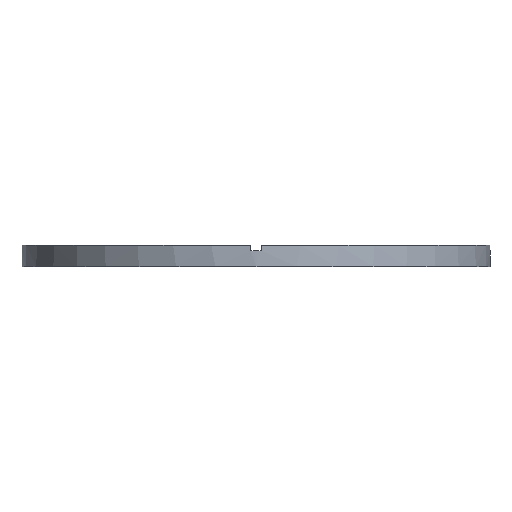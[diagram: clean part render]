
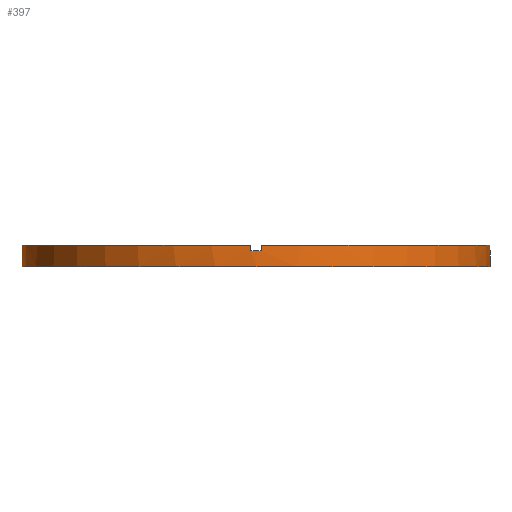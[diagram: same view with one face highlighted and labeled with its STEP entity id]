
A CAD part, front view. The second image highlights one B-rep face of the part: STEP entity #397.
In plain terms, the highlighted cylindrical face has radius 44 mm (diameter 88 mm), a partial arc.
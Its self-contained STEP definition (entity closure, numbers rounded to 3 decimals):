
#1 = ORIENTED_EDGE ( 'NONE', *, *, #777, .T. ) ;
#3 = VERTEX_POINT ( 'NONE', #537 ) ;
#11 = CIRCLE ( 'NONE', #103, 44. ) ;
#20 = CIRCLE ( 'NONE', #140, 44. ) ;
#36 = VECTOR ( 'NONE', #351, 1000. ) ;
#37 = VECTOR ( 'NONE', #611, 1000. ) ;
#46 = LINE ( 'NONE', #644, #36 ) ;
#61 = LINE ( 'NONE', #336, #315 ) ;
#65 = DIRECTION ( 'NONE',  ( 1., 0., 0. ) ) ;
#74 = DIRECTION ( 'NONE',  ( 0., 0., 1. ) ) ;
#78 = CARTESIAN_POINT ( 'NONE',  ( -44., 0., 3. ) ) ;
#81 = DIRECTION ( 'NONE',  ( 1., 0., 0. ) ) ;
#83 = EDGE_CURVE ( 'NONE', #86, #191, #61, .T. ) ;
#86 = VERTEX_POINT ( 'NONE', #78 ) ;
#89 = CARTESIAN_POINT ( 'NONE',  ( 44., 0., 3. ) ) ;
#93 = CARTESIAN_POINT ( 'NONE',  ( 44., 0., 4. ) ) ;
#103 = AXIS2_PLACEMENT_3D ( 'NONE', #378, #282, #296 ) ;
#116 = DIRECTION ( 'NONE',  ( 0., 0., 1. ) ) ;
#122 = AXIS2_PLACEMENT_3D ( 'NONE', #635, #680, #65 ) ;
#126 = CIRCLE ( 'NONE', #696, 44. ) ;
#140 = AXIS2_PLACEMENT_3D ( 'NONE', #389, #116, #153 ) ;
#144 = LINE ( 'NONE', #439, #545 ) ;
#150 = DIRECTION ( 'NONE',  ( 0., 0., 1. ) ) ;
#153 = DIRECTION ( 'NONE',  ( 1., 0., 0. ) ) ;
#161 = EDGE_CURVE ( 'NONE', #86, #600, #11, .T. ) ;
#191 = VERTEX_POINT ( 'NONE', #764 ) ;
#201 = ORIENTED_EDGE ( 'NONE', *, *, #730, .F. ) ;
#203 = ORIENTED_EDGE ( 'NONE', *, *, #83, .T. ) ;
#244 = DIRECTION ( 'NONE',  ( 0., 0., -1. ) ) ;
#249 = VERTEX_POINT ( 'NONE', #323 ) ;
#251 = AXIS2_PLACEMENT_3D ( 'NONE', #758, #150, #440 ) ;
#258 = AXIS2_PLACEMENT_3D ( 'NONE', #385, #441, #530 ) ;
#259 = EDGE_CURVE ( 'NONE', #436, #478, #327, .T. ) ;
#274 = CARTESIAN_POINT ( 'NONE',  ( 43.989, -1., 3. ) ) ;
#282 = DIRECTION ( 'NONE',  ( 0., 0., 1. ) ) ;
#283 = CIRCLE ( 'NONE', #382, 44. ) ;
#285 = CARTESIAN_POINT ( 'NONE',  ( 43.989, -1., 4. ) ) ;
#290 = CIRCLE ( 'NONE', #122, 44. ) ;
#296 = DIRECTION ( 'NONE',  ( 1., 0., 0. ) ) ;
#303 = DIRECTION ( 'NONE',  ( 0., 0., 1. ) ) ;
#304 = CARTESIAN_POINT ( 'NONE',  ( 1., -43.989, 3. ) ) ;
#315 = VECTOR ( 'NONE', #598, 1000. ) ;
#323 = CARTESIAN_POINT ( 'NONE',  ( -1., -43.989, 3. ) ) ;
#327 = LINE ( 'NONE', #93, #590 ) ;
#336 = CARTESIAN_POINT ( 'NONE',  ( -44., 0., 4. ) ) ;
#351 = DIRECTION ( 'NONE',  ( 0., 0., -1. ) ) ;
#378 = CARTESIAN_POINT ( 'NONE',  ( 0., 0., 3. ) ) ;
#382 = AXIS2_PLACEMENT_3D ( 'NONE', #771, #303, #81 ) ;
#385 = CARTESIAN_POINT ( 'NONE',  ( 0., 0., 4. ) ) ;
#386 = CARTESIAN_POINT ( 'NONE',  ( -1., -43.989, 4. ) ) ;
#389 = CARTESIAN_POINT ( 'NONE',  ( 0., 0., 3. ) ) ;
#397 = ADVANCED_FACE ( 'NONE', ( #514 ), #763, .T. ) ;
#414 = ORIENTED_EDGE ( 'NONE', *, *, #743, .T. ) ;
#422 = ORIENTED_EDGE ( 'NONE', *, *, #759, .F. ) ;
#432 = EDGE_LOOP ( 'NONE', ( #724, #422, #703, #201, #749, #433, #1, #675, #729, #687, #203, #414 ) ) ;
#433 = ORIENTED_EDGE ( 'NONE', *, *, #614, .F. ) ;
#436 = VERTEX_POINT ( 'NONE', #89 ) ;
#439 = CARTESIAN_POINT ( 'NONE',  ( 43.989, -1., 4. ) ) ;
#440 = DIRECTION ( 'NONE',  ( 1., 0., 0. ) ) ;
#441 = DIRECTION ( 'NONE',  ( 0., 0., -1. ) ) ;
#476 = EDGE_CURVE ( 'NONE', #3, #600, #778, .T. ) ;
#478 = VERTEX_POINT ( 'NONE', #775 ) ;
#514 = FACE_OUTER_BOUND ( 'NONE', #432, .T. ) ;
#520 = DIRECTION ( 'NONE',  ( 0., 0., -1. ) ) ;
#530 = DIRECTION ( 'NONE',  ( -1., 0., 0. ) ) ;
#537 = CARTESIAN_POINT ( 'NONE',  ( -43.989, -1., 4. ) ) ;
#540 = CIRCLE ( 'NONE', #251, 44. ) ;
#545 = VECTOR ( 'NONE', #685, 1000. ) ;
#548 = LINE ( 'NONE', #650, #37 ) ;
#553 = EDGE_CURVE ( 'NONE', #593, #722, #46, .T. ) ;
#571 = VECTOR ( 'NONE', #520, 1000. ) ;
#590 = VECTOR ( 'NONE', #244, 1000. ) ;
#593 = VERTEX_POINT ( 'NONE', #638 ) ;
#596 = VERTEX_POINT ( 'NONE', #386 ) ;
#598 = DIRECTION ( 'NONE',  ( 0., 0., -1. ) ) ;
#600 = VERTEX_POINT ( 'NONE', #641 ) ;
#602 = DIRECTION ( 'NONE',  ( 1., 0., 0. ) ) ;
#610 = CARTESIAN_POINT ( 'NONE',  ( 0., 0., 3. ) ) ;
#611 = DIRECTION ( 'NONE',  ( 0., 0., 1. ) ) ;
#614 = EDGE_CURVE ( 'NONE', #249, #722, #126, .T. ) ;
#619 = EDGE_CURVE ( 'NONE', #701, #745, #144, .T. ) ;
#624 = EDGE_CURVE ( 'NONE', #3, #596, #283, .T. ) ;
#635 = CARTESIAN_POINT ( 'NONE',  ( 0., 0., 4. ) ) ;
#638 = CARTESIAN_POINT ( 'NONE',  ( 1., -43.989, 4. ) ) ;
#641 = CARTESIAN_POINT ( 'NONE',  ( -43.989, -1., 3. ) ) ;
#644 = CARTESIAN_POINT ( 'NONE',  ( 1., -43.989, 4. ) ) ;
#648 = CARTESIAN_POINT ( 'NONE',  ( -43.989, -1., 4. ) ) ;
#650 = CARTESIAN_POINT ( 'NONE',  ( -1., -43.989, 4. ) ) ;
#675 = ORIENTED_EDGE ( 'NONE', *, *, #624, .F. ) ;
#680 = DIRECTION ( 'NONE',  ( 0., 0., 1. ) ) ;
#685 = DIRECTION ( 'NONE',  ( 0., 0., 1. ) ) ;
#687 = ORIENTED_EDGE ( 'NONE', *, *, #161, .F. ) ;
#696 = AXIS2_PLACEMENT_3D ( 'NONE', #610, #74, #602 ) ;
#701 = VERTEX_POINT ( 'NONE', #274 ) ;
#703 = ORIENTED_EDGE ( 'NONE', *, *, #619, .T. ) ;
#722 = VERTEX_POINT ( 'NONE', #304 ) ;
#724 = ORIENTED_EDGE ( 'NONE', *, *, #259, .F. ) ;
#729 = ORIENTED_EDGE ( 'NONE', *, *, #476, .T. ) ;
#730 = EDGE_CURVE ( 'NONE', #593, #745, #290, .T. ) ;
#743 = EDGE_CURVE ( 'NONE', #191, #478, #540, .T. ) ;
#745 = VERTEX_POINT ( 'NONE', #285 ) ;
#749 = ORIENTED_EDGE ( 'NONE', *, *, #553, .T. ) ;
#758 = CARTESIAN_POINT ( 'NONE',  ( 0., 0., 0. ) ) ;
#759 = EDGE_CURVE ( 'NONE', #701, #436, #20, .T. ) ;
#763 = CYLINDRICAL_SURFACE ( 'NONE', #258, 44. ) ;
#764 = CARTESIAN_POINT ( 'NONE',  ( -44., 0., 0. ) ) ;
#771 = CARTESIAN_POINT ( 'NONE',  ( 0., 0., 4. ) ) ;
#775 = CARTESIAN_POINT ( 'NONE',  ( 44., 0., 0. ) ) ;
#777 = EDGE_CURVE ( 'NONE', #249, #596, #548, .T. ) ;
#778 = LINE ( 'NONE', #648, #571 ) ;
